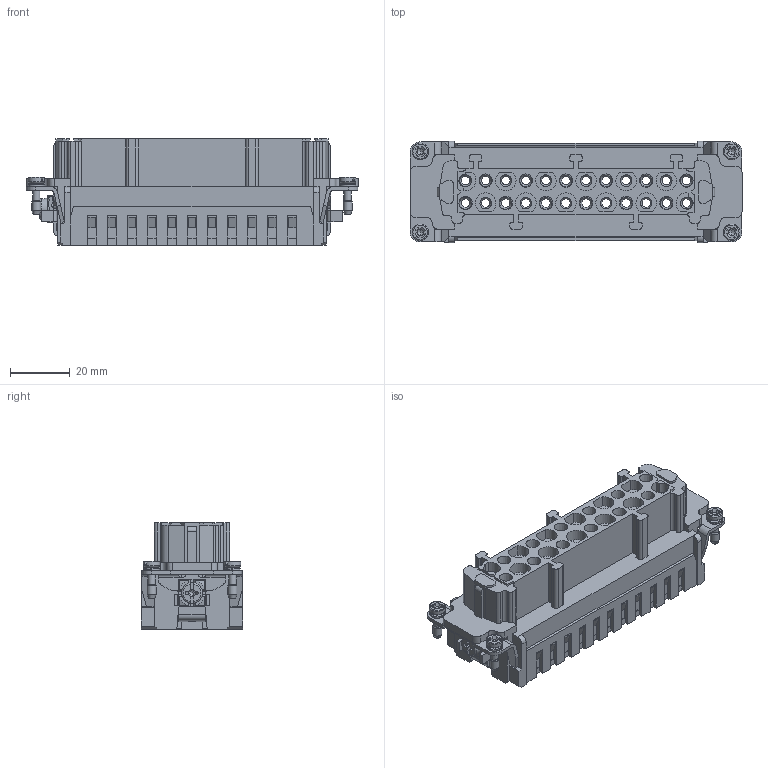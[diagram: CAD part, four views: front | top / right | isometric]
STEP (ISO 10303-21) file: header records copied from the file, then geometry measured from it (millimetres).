
FILE_DESCRIPTION(/* description */ (''),/* implementation_level */ '2;1');
FILE_NAME(/* name */ '100095100ugm000_e.stp',/* time_stamp */ '2018-01-05T15:11:46+01:00',/* author */ (''),/* organization */ (''),/* preprocessor_version */ 'ST-DEVELOPER v16',/* originating_system */ 'SIEMENS PLM Software NX 10.0',/* authorisation */ '');
FILE_SCHEMA (('AUTOMOTIVE_DESIGN { 1 0 10303 214 3 1 1 1 }'));
Products named in the file (1): 100095100ugm000_e
Bounding box: 110.85 x 33.9 x 35.5 mm (x, y, z)
Volume: 63975.9 mm3; surface area: 35468.6 mm2
Topology: 1 solids, 1 shells, 1505 faces, 4596 edges, 3140 vertices
Faces by surface type: plane 982, cylinder 275, bspline 154, cone 82, torus 12
Full cylindrical faces by diameter (mm): 2.13 x2, 2.285 x2, 2.5 x4, 2.595 x4, 2.85 x24, 3 x4, 3.242 x1, 3.5 x1, 3.7 x1, 4 x1, 4.5 x2, 4.85 x24, 5.5 x4, 7 x1
Entity records: 63185 total; most frequent: CARTESIAN_POINT 20611, ORIENTED_EDGE 8332, DIRECTION 6920, EDGE_CURVE 4166, VERTEX_POINT 2823, LINE 2548, VECTOR 2548, AXIS2_PLACEMENT_3D 2186
